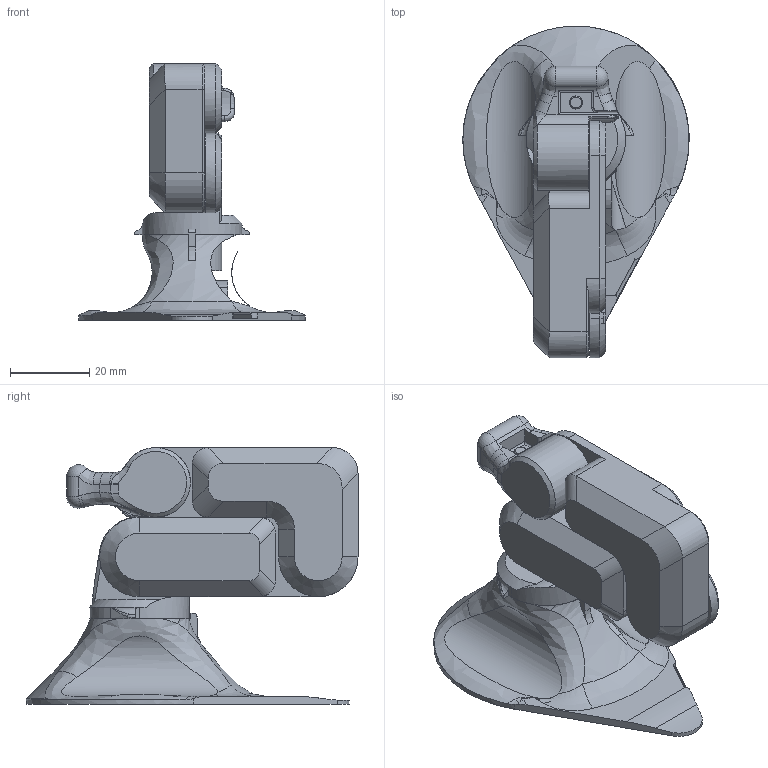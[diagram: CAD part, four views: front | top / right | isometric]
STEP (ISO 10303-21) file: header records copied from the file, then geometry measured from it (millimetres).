
FILE_DESCRIPTION(/* description */ (''),/* implementation_level */ '2;1');
FILE_NAME(/* name */ 'P.O.T. Arm Controller STEP FILES.step',/* time_stamp */ '2023-11-25T10:49:52-05:00',/* author */ (''),/* organization */ (''),/* preprocessor_version */ 'ST-DEVELOPER v20',/* originating_system */ 'Autodesk Translation Framework v12.14.0.127',/* authorisation */ '');
FILE_SCHEMA (('AUTOMOTIVE_DESIGN { 1 0 10303 214 3 1 1 }'));
Length unit declared in the file: millimetre
Products named in the file (1): P.O.T. Arm Controller
Bounding box: 57 x 83.54 x 64.63 mm (x, y, z)
Volume: 53054 mm3; surface area: 24040.3 mm2
Topology: 5 solids, 7 shells, 348 faces, 889 edges, 553 vertices
Faces by surface type: plane 156, cylinder 86, bspline 71, cone 16, torus 15, sphere 4
Full cylindrical faces by diameter (mm): 2.5 x2, 3.3 x1, 6.5 x4, 7.5 x4, 11.5 x1, 12 x3, 14 x1, 15 x1
Entity records: 19365 total; most frequent: CARTESIAN_POINT 11321, ORIENTED_EDGE 1758, DIRECTION 1533, EDGE_CURVE 879, AXIS2_PLACEMENT_3D 573, VERTEX_POINT 553, LINE 387, VECTOR 387
